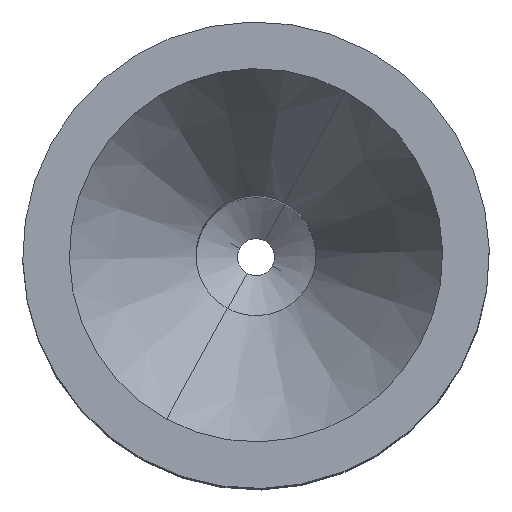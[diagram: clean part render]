
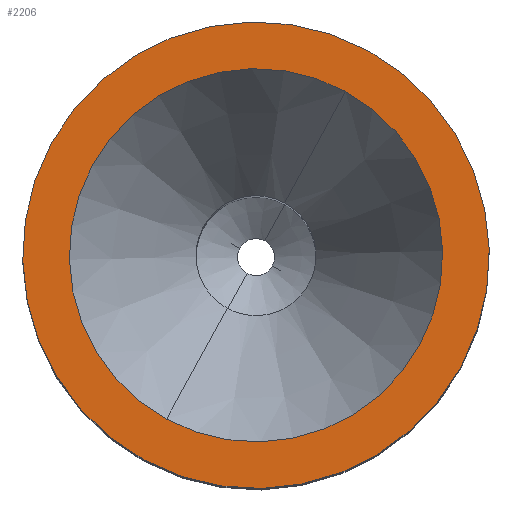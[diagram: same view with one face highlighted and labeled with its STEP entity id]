
A CAD part, top view. The second image highlights one B-rep face of the part: STEP entity #2206.
In plain terms, the highlighted planar face has unit normal (0, 0, 1).
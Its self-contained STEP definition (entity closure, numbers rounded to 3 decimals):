
#2117=AXIS2_PLACEMENT_3D('Circle Axis2P3D',#2115,#2116,$) ;
#2169=AXIS2_PLACEMENT_3D('Circle Axis2P3D',#2167,#2168,$) ;
#2182=AXIS2_PLACEMENT_3D('Plane Axis2P3D',#2179,#2180,#2181) ;
#2186=AXIS2_PLACEMENT_3D('Circle Axis2P3D',#2184,#2185,$) ;
#2195=AXIS2_PLACEMENT_3D('Circle Axis2P3D',#2193,#2194,$) ;
#2112=CARTESIAN_POINT('Vertex',(1.079,0.521,21.6)) ;
#2115=CARTESIAN_POINT('Axis2P3D Location',(1.75,1.75,21.6)) ;
#2119=CARTESIAN_POINT('Vertex',(2.421,2.979,21.6)) ;
#2167=CARTESIAN_POINT('Axis2P3D Location',(1.75,1.75,21.6)) ;
#2179=CARTESIAN_POINT('Axis2P3D Location',(1.75,3.15,21.6)) ;
#2184=CARTESIAN_POINT('Axis2P3D Location',(1.75,1.75,21.6)) ;
#2188=CARTESIAN_POINT('Vertex',(2.589,3.286,21.6)) ;
#2190=CARTESIAN_POINT('Vertex',(0.911,0.214,21.6)) ;
#2193=CARTESIAN_POINT('Axis2P3D Location',(1.75,1.75,21.6)) ;
#2116=DIRECTION('Axis2P3D Direction',(0.,0.,1.)) ;
#2168=DIRECTION('Axis2P3D Direction',(0.,-0.,1.)) ;
#2180=DIRECTION('Axis2P3D Direction',(0.,0.,-1.)) ;
#2181=DIRECTION('Axis2P3D XDirection',(1.,0.,0.)) ;
#2185=DIRECTION('Axis2P3D Direction',(0.,0.,-1.)) ;
#2194=DIRECTION('Axis2P3D Direction',(0.,0.,-1.)) ;
#2199=ORIENTED_EDGE('',*,*,#2192,.F.) ;
#2200=ORIENTED_EDGE('',*,*,#2197,.F.) ;
#2203=ORIENTED_EDGE('',*,*,#2171,.T.) ;
#2204=ORIENTED_EDGE('',*,*,#2121,.T.) ;
#2205=FACE_BOUND('',#2202,.T.) ;
#2206=ADVANCED_FACE('Hauptkoerper',(#2201,#2205),#2183,.F.) ;
#2118=CIRCLE('generated circle',#2117,1.4) ;
#2170=CIRCLE('generated circle',#2169,1.4) ;
#2187=CIRCLE('generated circle',#2186,1.75) ;
#2196=CIRCLE('generated circle',#2195,1.75) ;
#2121=EDGE_CURVE('',#2120,#2113,#2118,.F.) ;
#2171=EDGE_CURVE('',#2113,#2120,#2170,.F.) ;
#2192=EDGE_CURVE('',#2189,#2191,#2187,.T.) ;
#2197=EDGE_CURVE('',#2191,#2189,#2196,.T.) ;
#2198=EDGE_LOOP('',(#2199,#2200)) ;
#2202=EDGE_LOOP('',(#2203,#2204)) ;
#2201=FACE_OUTER_BOUND('',#2198,.T.) ;
#2183=PLANE('',#2182) ;
#2113=VERTEX_POINT('',#2112) ;
#2120=VERTEX_POINT('',#2119) ;
#2189=VERTEX_POINT('',#2188) ;
#2191=VERTEX_POINT('',#2190) ;
